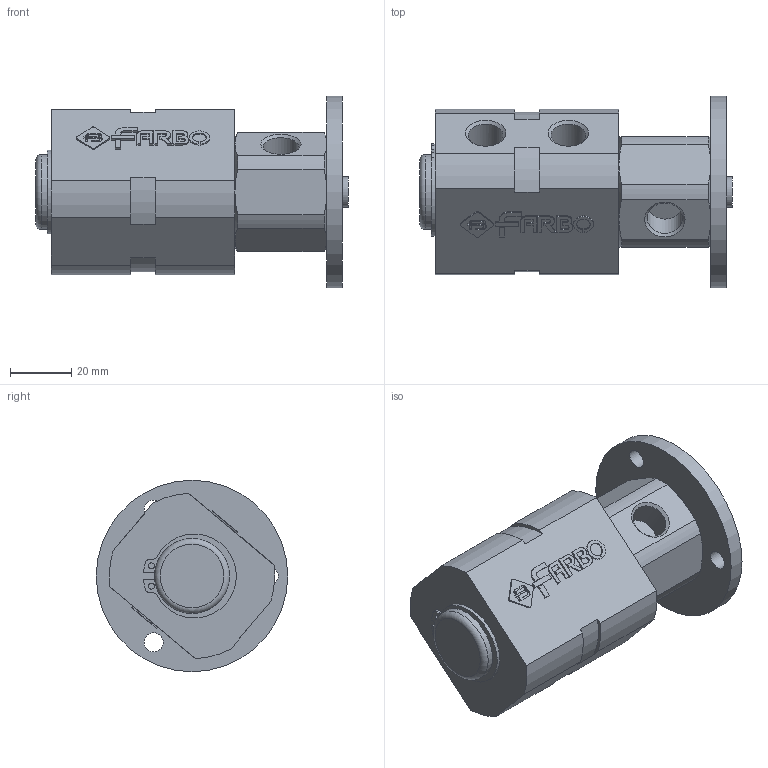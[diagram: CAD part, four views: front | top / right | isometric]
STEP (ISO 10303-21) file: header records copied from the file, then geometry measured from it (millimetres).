
FILE_DESCRIPTION(/* description */ ('STEP AP203'),/* implementation_level */ '2;1');
FILE_NAME(/* name */ '321.A320',/* time_stamp */ '2023-04-04T13:57:41+02:00',/* author */ ('License CC BY-ND 4.0'),/* organization */ ('CADENAS'),/* preprocessor_version */ 'ST-DEVELOPER v19.3',/* originating_system */ 'PARTsolutions',/* authorisation */ ' ');
FILE_SCHEMA (('CONFIG_CONTROL_DESIGN'));
Length unit declared in the file: millimetre
Products named in the file (5): 321.A320; Logo FARBO (0-0-10-); 321.A_outlet; Circlip UNI 7435 24; 321.A_inlet
Assembly tree (5 placements, depth 2):
  321.A320
    Logo FARBO (0-0-10-)  x2
    321.A_outlet
    Circlip UNI 7435 24
    321.A_inlet
Bounding box: 102 x 62.5 x 62.5 mm (x, y, z)
Volume: 155121.1 mm3; surface area: 35968.6 mm2
Topology: 5 solids, 5 shells, 351 faces, 910 edges, 607 vertices
Faces by surface type: plane 224, cylinder 110, cone 16, torus 1
Full cylindrical faces by diameter (mm): 0.66 x24, 2 x2, 6.25 x3, 10 x1, 11.445 x4, 22.9 x1, 24.5 x2, 62.5 x1
Entity records: 6735 total; most frequent: CARTESIAN_POINT 1229, DIRECTION 1128, ORIENTED_EDGE 1054, EDGE_CURVE 527, AXIS2_PLACEMENT_3D 400, VERTEX_POINT 367, LINE 328, VECTOR 328
